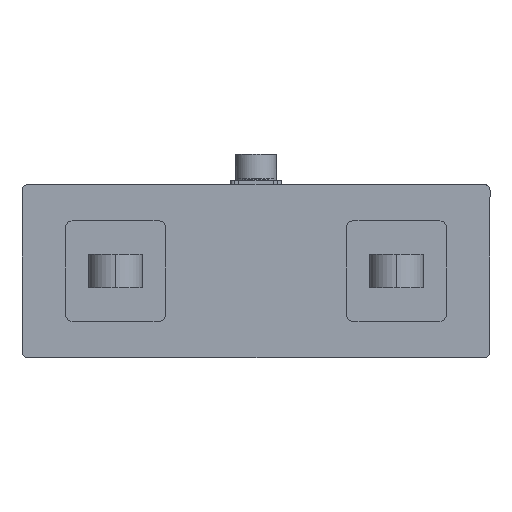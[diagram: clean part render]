
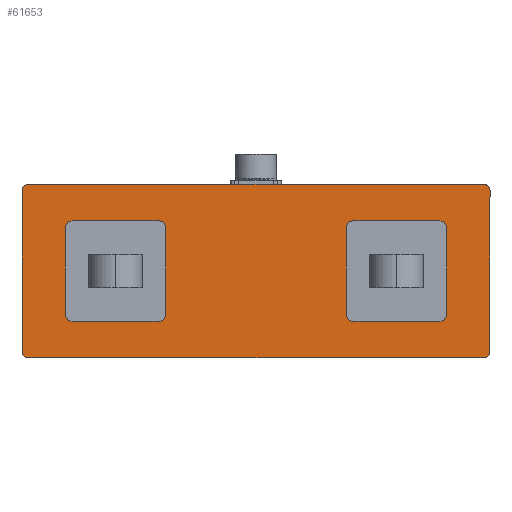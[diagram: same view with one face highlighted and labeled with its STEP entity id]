
A CAD part, front view. The second image highlights one B-rep face of the part: STEP entity #61653.
In plain terms, the highlighted planar face has unit normal (0, -1, 0).
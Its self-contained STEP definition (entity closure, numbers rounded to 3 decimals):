
#135 = EDGE_CURVE ( 'NONE', #72403, #70529, #7491, .T. ) ;
#1422 = AXIS2_PLACEMENT_3D ( 'NONE', #15832, #50108, #42663 ) ;
#1597 = VECTOR ( 'NONE', #80213, 1000. ) ;
#4447 = DIRECTION ( 'NONE',  ( 0., 0., -1. ) ) ;
#4607 = CIRCLE ( 'NONE', #32693, 5.003 ) ;
#7491 = LINE ( 'NONE', #8380, #82698 ) ;
#7937 = VERTEX_POINT ( 'NONE', #41021 ) ;
#8380 = CARTESIAN_POINT ( 'NONE',  ( -60., -100., -70.003 ) ) ;
#15288 = VERTEX_POINT ( 'NONE', #36401 ) ;
#15410 = EDGE_CURVE ( 'NONE', #73083, #7937, #4607, .T. ) ;
#15416 = DIRECTION ( 'NONE',  ( 0., 0., -1. ) ) ;
#15832 = CARTESIAN_POINT ( 'NONE',  ( 60., -100., -65. ) ) ;
#17822 = ORIENTED_EDGE ( 'NONE', *, *, #15410, .T. ) ;
#20353 = ORIENTED_EDGE ( 'NONE', *, *, #65406, .T. ) ;
#20774 = AXIS2_PLACEMENT_3D ( 'NONE', #43868, #56606, #31112 ) ;
#25819 = DIRECTION ( 'NONE',  ( 0., -1., 0. ) ) ;
#26438 = CARTESIAN_POINT ( 'NONE',  ( 60., -100., -65. ) ) ;
#28360 = CARTESIAN_POINT ( 'NONE',  ( -60., -100., -70.003 ) ) ;
#28479 = ORIENTED_EDGE ( 'NONE', *, *, #36681, .T. ) ;
#29299 = CARTESIAN_POINT ( 'NONE',  ( 60., -100., 280.003 ) ) ;
#29655 = CARTESIAN_POINT ( 'NONE',  ( -60., -100., 280.003 ) ) ;
#31112 = DIRECTION ( 'NONE',  ( 0., 0., -1. ) ) ;
#32693 = AXIS2_PLACEMENT_3D ( 'NONE', #32823, #25819, #77986 ) ;
#32823 = CARTESIAN_POINT ( 'NONE',  ( 60., -100., 275. ) ) ;
#32986 = VERTEX_POINT ( 'NONE', #69205 ) ;
#33187 = AXIS2_PLACEMENT_3D ( 'NONE', #26438, #53228, #65960 ) ;
#35183 = DIRECTION ( 'NONE',  ( 1., 0., 0. ) ) ;
#35463 = EDGE_LOOP ( 'NONE', ( #36662, #20353, #17822, #51913, #28479, #71923, #48934, #49970 ) ) ;
#36401 = CARTESIAN_POINT ( 'NONE',  ( 65.003, -100., -65. ) ) ;
#36487 = DIRECTION ( 'NONE',  ( 0., -1., 0. ) ) ;
#36662 = ORIENTED_EDGE ( 'NONE', *, *, #48088, .T. ) ;
#36681 = EDGE_CURVE ( 'NONE', #81327, #32986, #69873, .T. ) ;
#36952 = EDGE_CURVE ( 'NONE', #7937, #81327, #63971, .T. ) ;
#37010 = CARTESIAN_POINT ( 'NONE',  ( -65.003, -100., 275. ) ) ;
#37936 = CIRCLE ( 'NONE', #81328, 5.003 ) ;
#40510 = VECTOR ( 'NONE', #82783, 1000. ) ;
#41021 = CARTESIAN_POINT ( 'NONE',  ( 60., -100., 280.003 ) ) ;
#42663 = DIRECTION ( 'NONE',  ( 0., 0., -1. ) ) ;
#43868 = CARTESIAN_POINT ( 'NONE',  ( -60., -100., 275. ) ) ;
#47832 = CARTESIAN_POINT ( 'NONE',  ( 65.003, -100., 275. ) ) ;
#48088 = EDGE_CURVE ( 'NONE', #70529, #15288, #71011, .T. ) ;
#48934 = ORIENTED_EDGE ( 'NONE', *, *, #61608, .T. ) ;
#49970 = ORIENTED_EDGE ( 'NONE', *, *, #135, .T. ) ;
#50108 = DIRECTION ( 'NONE',  ( 0., -1., 0. ) ) ;
#51455 = CARTESIAN_POINT ( 'NONE',  ( 60., -100., -70.003 ) ) ;
#51913 = ORIENTED_EDGE ( 'NONE', *, *, #36952, .T. ) ;
#53228 = DIRECTION ( 'NONE',  ( 0., -1., 0. ) ) ;
#53518 = CARTESIAN_POINT ( 'NONE',  ( 65.003, -100., -65. ) ) ;
#56251 = CARTESIAN_POINT ( 'NONE',  ( -60., -100., -65. ) ) ;
#56606 = DIRECTION ( 'NONE',  ( 0., -1., 0. ) ) ;
#57212 = LINE ( 'NONE', #37010, #78087 ) ;
#61608 = EDGE_CURVE ( 'NONE', #83029, #72403, #37936, .T. ) ;
#61653 = ADVANCED_FACE ( 'NONE', ( #81669 ), #75927, .T. ) ;
#61859 = LINE ( 'NONE', #53518, #1597 ) ;
#63971 = LINE ( 'NONE', #29299, #40510 ) ;
#65406 = EDGE_CURVE ( 'NONE', #15288, #73083, #61859, .T. ) ;
#65960 = DIRECTION ( 'NONE',  ( 0., 0., -1. ) ) ;
#69205 = CARTESIAN_POINT ( 'NONE',  ( -65.003, -100., 275. ) ) ;
#69873 = CIRCLE ( 'NONE', #20774, 5.003 ) ;
#70529 = VERTEX_POINT ( 'NONE', #51455 ) ;
#71011 = CIRCLE ( 'NONE', #33187, 5.003 ) ;
#71043 = CARTESIAN_POINT ( 'NONE',  ( -65.003, -100., -65. ) ) ;
#71923 = ORIENTED_EDGE ( 'NONE', *, *, #85701, .T. ) ;
#72403 = VERTEX_POINT ( 'NONE', #28360 ) ;
#73083 = VERTEX_POINT ( 'NONE', #47832 ) ;
#75927 = PLANE ( 'NONE',  #1422 ) ;
#77986 = DIRECTION ( 'NONE',  ( 0., 0., -1. ) ) ;
#78087 = VECTOR ( 'NONE', #4447, 1000. ) ;
#80213 = DIRECTION ( 'NONE',  ( 0., 0., 1. ) ) ;
#81327 = VERTEX_POINT ( 'NONE', #29655 ) ;
#81328 = AXIS2_PLACEMENT_3D ( 'NONE', #56251, #36487, #15416 ) ;
#81669 = FACE_OUTER_BOUND ( 'NONE', #35463, .T. ) ;
#82698 = VECTOR ( 'NONE', #35183, 1000. ) ;
#82783 = DIRECTION ( 'NONE',  ( -1., 0., 0. ) ) ;
#83029 = VERTEX_POINT ( 'NONE', #71043 ) ;
#85701 = EDGE_CURVE ( 'NONE', #32986, #83029, #57212, .T. ) ;
